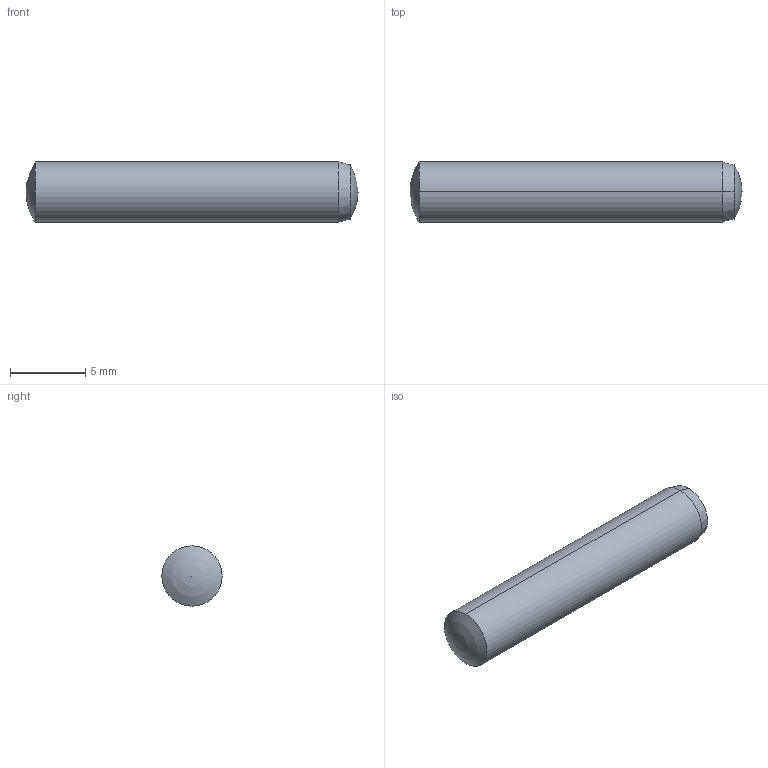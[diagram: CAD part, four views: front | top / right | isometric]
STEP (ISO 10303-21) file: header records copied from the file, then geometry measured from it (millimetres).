
FILE_DESCRIPTION (( 'STEP AP203' ), '1' );
FILE_NAME ('M4 Dowel Pin- 20mm.step_Default_sldprt.STEP', '2022-11-09T04:42:01', ( '' ), ( '' ), 'SwSTEP 2.0', 'SolidWorks 2022', '' );
FILE_SCHEMA (( 'CONFIG_CONTROL_DESIGN' ));
Length unit declared in the file: millimetre
Products named in the file (1): M4 Dowel Pin- 20mm.step_Default_sldprt
Bounding box: 22 x 4 x 4 mm (x, y, z)
Volume: 268 mm3; surface area: 286.8 mm2
Topology: 1 solids, 1 shells, 6 faces, 16 edges, 10 vertices
Faces by surface type: cone 2, cylinder 2, sphere 2
Entity records: 221 total; most frequent: DIRECTION 30, CARTESIAN_POINT 23, ORIENTED_EDGE 20, AXIS2_PLACEMENT_3D 13, EDGE_CURVE 10, PERSON_AND_ORGANIZATION 8, CIRCLE 6, ADVANCED_FACE 6
